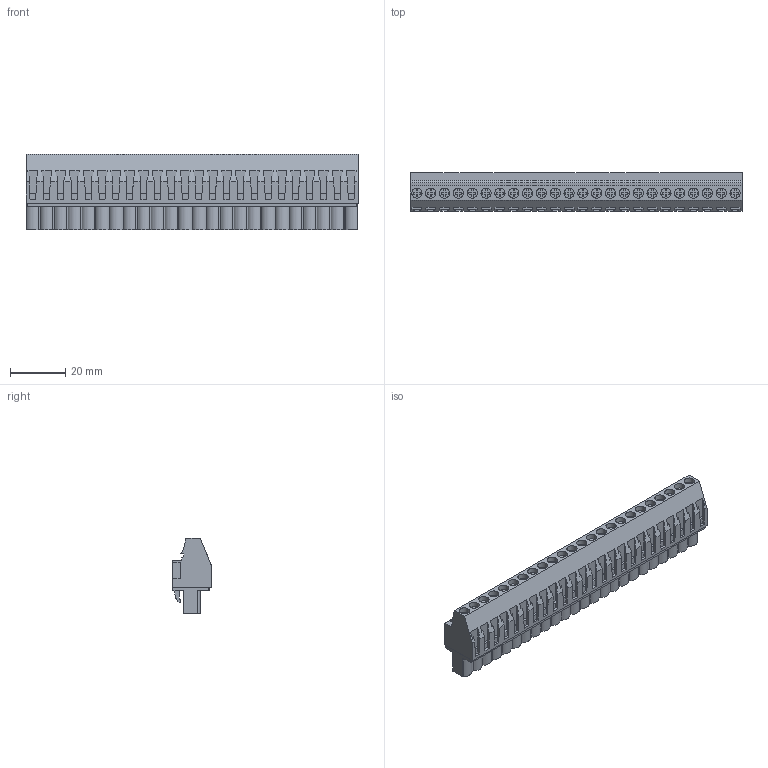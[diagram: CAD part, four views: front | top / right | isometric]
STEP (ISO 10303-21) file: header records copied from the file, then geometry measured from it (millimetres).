
FILE_DESCRIPTION(('CATIA V5 STEP Exchange','CAx-IF Rec.Pracs.--- Model Styling and Organization---1.2---2011-12-15'),'2;1');
FILE_NAME ('D1460404_0_1957780000_1957780000.stp','2017-09-20T12:58:58+00:00',('none'),('Weidmueller'),'CATIA Version 5-6 Release 2014','CATIA V5 STEP AP214','none');
FILE_SCHEMA(('AUTOMOTIVE_DESIGN { 1 0 10303 214 1 1 1 1 }'));
Length unit declared in the file: millimetre
Products named in the file (1): 1957780000
Bounding box: 120 x 14.05 x 27.2 mm (x, y, z)
Volume: 27328.4 mm3; surface area: 15529.9 mm2
Topology: 25 solids, 25 shells, 1490 faces, 4141 edges, 2798 vertices
Faces by surface type: plane 1266, cylinder 214, extrusion 10
Entity records: 43591 total; most frequent: ORIENTED_EDGE 8282, CARTESIAN_POINT 7963, DIRECTION 5739, EDGE_CURVE 4141, VECTOR 3597, LINE 3587, VERTEX_POINT 2798, EDGE_LOOP 1587
